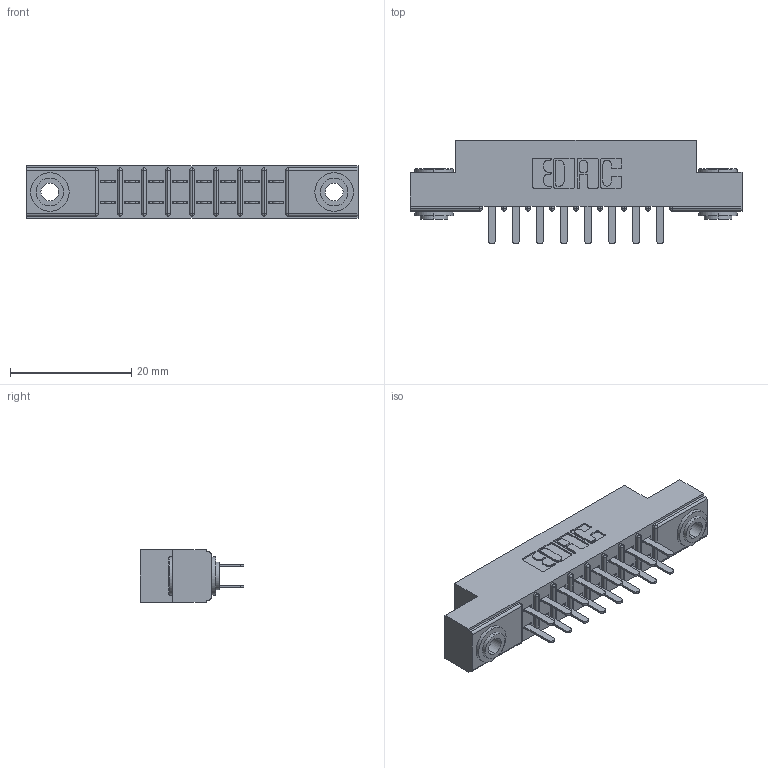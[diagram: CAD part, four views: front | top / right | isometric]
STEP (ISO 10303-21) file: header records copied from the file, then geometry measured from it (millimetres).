
FILE_DESCRIPTION (( 'STEP AP203' ), '1' );
FILE_NAME ('305-016-520-203.STEP', '2019-09-09T12:08:42', ( '' ), ( '' ), 'SwSTEP 2.0', 'SolidWorks 2016', '' );
FILE_SCHEMA (( 'CONFIG_CONTROL_DESIGN' ));
Length unit declared in the file: inch
Products named in the file (4): 305-016-520-203; 345-250-002_345-250-002-102; 305 Part_.156 Dia; 305-290-001_520
Assembly tree (19 placements, depth 2):
  305-016-520-203
    305 Part_.156 Dia
    305-290-001_520  x16
    345-250-002_345-250-002-102  x2
Bounding box: 54.71 x 17.09 x 8.71 mm (x, y, z)
Volume: 3448.7 mm3; surface area: 5959.6 mm2
Topology: 19 solids, 19 shells, 904 faces, 2532 edges, 1640 vertices
Faces by surface type: plane 524, cylinder 340, sphere 32, cone 8
Entity records: 13746 total; most frequent: CARTESIAN_POINT 2255, DIRECTION 2224, ORIENTED_EDGE 2224, EDGE_CURVE 1112, VECTOR 854, LINE 854, VERTEX_POINT 716, AXIS2_PLACEMENT_3D 685
